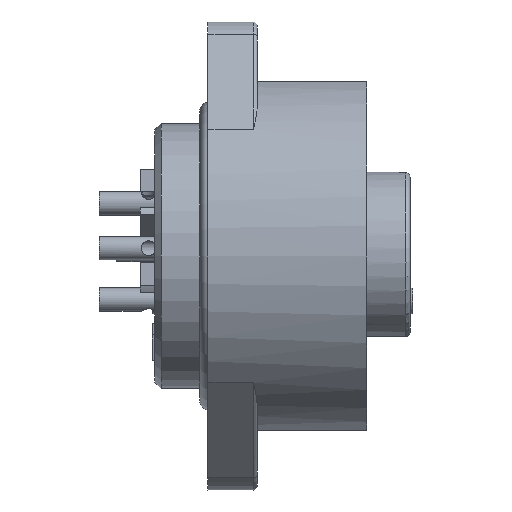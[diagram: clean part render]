
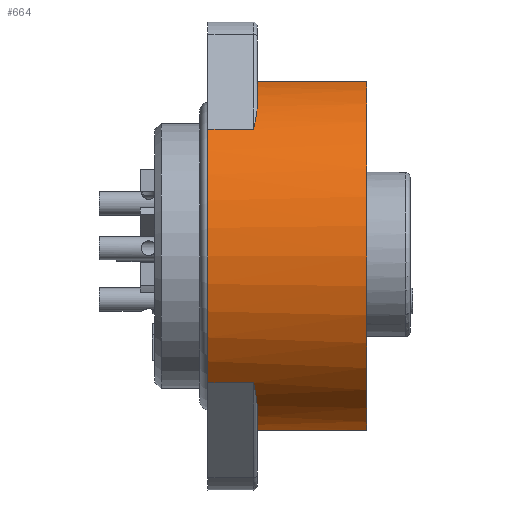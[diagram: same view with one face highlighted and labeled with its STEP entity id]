
A CAD part, front view. The second image highlights one B-rep face of the part: STEP entity #664.
In plain terms, the highlighted cylindrical face has radius 14.5 mm (diameter 29 mm), a partial arc.
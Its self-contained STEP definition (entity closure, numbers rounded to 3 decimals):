
#190=FACE_OUTER_BOUND('',#2321,.T.);
#435=B_SPLINE_CURVE_WITH_KNOTS('',3,(#8445,#8446,#8447,#8448,#8449,#8450,
#8451,#8452,#8453,#8454),.UNSPECIFIED.,.F.,.F.,(4,3,3,4),(0.,0.008,
0.798,1.),.UNSPECIFIED.);
#436=B_SPLINE_CURVE_WITH_KNOTS('',3,(#8466,#8467,#8468,#8469,#8470,#8471,
#8472,#8473,#8474,#8475),.UNSPECIFIED.,.F.,.F.,(4,3,3,4),(0.,0.202,
0.992,1.),.UNSPECIFIED.);
#562=CYLINDRICAL_SURFACE('',#6042,14.5);
#664=ADVANCED_FACE('',(#190),#562,.T.);
#1264=LINE('',#8443,#1624);
#1265=LINE('',#8458,#1625);
#1266=LINE('',#8462,#1626);
#1267=LINE('',#8477,#1627);
#1624=VECTOR('',#6759,1.);
#1625=VECTOR('',#6762,1.);
#1626=VECTOR('',#6765,1.);
#1627=VECTOR('',#6768,1.);
#2321=EDGE_LOOP('',(#2913,#2914,#2915,#2916,#2917,#2918,#2919,#2920,#2921,
#2922));
#2913=ORIENTED_EDGE('',*,*,#4979,.F.);
#2914=ORIENTED_EDGE('',*,*,#4980,.T.);
#2915=ORIENTED_EDGE('',*,*,#4981,.F.);
#2916=ORIENTED_EDGE('',*,*,#4982,.T.);
#2917=ORIENTED_EDGE('',*,*,#4983,.F.);
#2918=ORIENTED_EDGE('',*,*,#4984,.T.);
#2919=ORIENTED_EDGE('',*,*,#4985,.F.);
#2920=ORIENTED_EDGE('',*,*,#4986,.T.);
#2921=ORIENTED_EDGE('',*,*,#4987,.T.);
#2922=ORIENTED_EDGE('',*,*,#4912,.F.);
#4376=VERTEX_POINT('',#8300);
#4377=VERTEX_POINT('',#8301);
#4443=VERTEX_POINT('',#8444);
#4444=VERTEX_POINT('',#8455);
#4445=VERTEX_POINT('',#8457);
#4446=VERTEX_POINT('',#8459);
#4447=VERTEX_POINT('',#8461);
#4448=VERTEX_POINT('',#8463);
#4449=VERTEX_POINT('',#8465);
#4450=VERTEX_POINT('',#8476);
#4912=EDGE_CURVE('',#4376,#4377,#5677,.T.);
#4979=EDGE_CURVE('',#4443,#4376,#1264,.T.);
#4980=EDGE_CURVE('',#4443,#4444,#435,.T.);
#4981=EDGE_CURVE('',#4445,#4444,#5715,.T.);
#4982=EDGE_CURVE('',#4445,#4446,#1265,.T.);
#4983=EDGE_CURVE('',#4447,#4446,#5716,.T.);
#4984=EDGE_CURVE('',#4447,#4448,#1266,.T.);
#4985=EDGE_CURVE('',#4449,#4448,#5717,.T.);
#4986=EDGE_CURVE('',#4449,#4450,#436,.T.);
#4987=EDGE_CURVE('',#4450,#4377,#1267,.T.);
#5677=CIRCLE('',#5991,14.5);
#5715=CIRCLE('',#6039,14.5);
#5716=CIRCLE('',#6040,14.5);
#5717=CIRCLE('',#6041,14.5);
#5991=AXIS2_PLACEMENT_3D('',#8299,#6634,#6635);
#6039=AXIS2_PLACEMENT_3D('',#8456,#6760,#6761);
#6040=AXIS2_PLACEMENT_3D('',#8460,#6763,#6764);
#6041=AXIS2_PLACEMENT_3D('',#8464,#6766,#6767);
#6042=AXIS2_PLACEMENT_3D('',#8478,#6769,#6770);
#6634=DIRECTION('',(-1.,0.,0.));
#6635=DIRECTION('',(0.,-1.,0.));
#6759=DIRECTION('',(-1.,0.,0.));
#6760=DIRECTION('',(-1.,0.,0.));
#6761=DIRECTION('',(0.,0.71,0.705));
#6762=DIRECTION('',(1.,0.,0.));
#6763=DIRECTION('',(1.,0.,0.));
#6764=DIRECTION('',(0.,0.71,0.705));
#6765=DIRECTION('',(-1.,0.,0.));
#6766=DIRECTION('',(-1.,0.,0.));
#6767=DIRECTION('',(0.,0.71,0.705));
#6768=DIRECTION('',(-1.,0.,0.));
#6769=DIRECTION('',(1.,0.,0.));
#6770=DIRECTION('',(0.,0.,-1.));
#8299=CARTESIAN_POINT('',(4.3,0.,0.));
#8300=CARTESIAN_POINT('',(4.3,-10.216,-10.29));
#8301=CARTESIAN_POINT('',(4.3,-10.216,10.29));
#8443=CARTESIAN_POINT('',(4.3,-10.216,-10.29));
#8444=CARTESIAN_POINT('',(8.,-10.216,-10.29));
#8445=CARTESIAN_POINT('',(8.,-10.216,-10.29));
#8446=CARTESIAN_POINT('',(8.001,-10.21,-10.296));
#8447=CARTESIAN_POINT('',(8.002,-10.204,-10.302));
#8448=CARTESIAN_POINT('',(8.003,-10.199,-10.307));
#8449=CARTESIAN_POINT('',(8.115,-9.649,-10.851));
#8450=CARTESIAN_POINT('',(8.23,-9.053,-11.354));
#8451=CARTESIAN_POINT('',(8.279,-8.418,-11.806));
#8452=CARTESIAN_POINT('',(8.292,-8.255,-11.922));
#8453=CARTESIAN_POINT('',(8.3,-8.09,-12.035));
#8454=CARTESIAN_POINT('',(8.3,-7.922,-12.145));
#8455=CARTESIAN_POINT('',(8.3,-7.922,-12.145));
#8456=CARTESIAN_POINT('',(8.3,0.,0.));
#8457=CARTESIAN_POINT('',(8.3,-3.095,-14.166));
#8458=CARTESIAN_POINT('',(4.3,-3.095,-14.166));
#8459=CARTESIAN_POINT('',(17.2,-3.095,-14.166));
#8460=CARTESIAN_POINT('',(17.2,0.,0.));
#8461=CARTESIAN_POINT('',(17.2,-3.095,14.166));
#8462=CARTESIAN_POINT('',(4.3,-3.095,14.166));
#8463=CARTESIAN_POINT('',(8.3,-3.095,14.166));
#8464=CARTESIAN_POINT('',(8.3,0.,0.));
#8465=CARTESIAN_POINT('',(8.3,-7.922,12.145));
#8466=CARTESIAN_POINT('',(8.3,-7.922,12.145));
#8467=CARTESIAN_POINT('',(8.3,-8.09,12.035));
#8468=CARTESIAN_POINT('',(8.292,-8.255,11.922));
#8469=CARTESIAN_POINT('',(8.279,-8.418,11.806));
#8470=CARTESIAN_POINT('',(8.23,-9.053,11.354));
#8471=CARTESIAN_POINT('',(8.115,-9.649,10.851));
#8472=CARTESIAN_POINT('',(8.003,-10.199,10.307));
#8473=CARTESIAN_POINT('',(8.002,-10.204,10.302));
#8474=CARTESIAN_POINT('',(8.001,-10.21,10.296));
#8475=CARTESIAN_POINT('',(8.,-10.216,10.29));
#8476=CARTESIAN_POINT('',(8.,-10.216,10.29));
#8477=CARTESIAN_POINT('',(4.3,-10.216,10.29));
#8478=CARTESIAN_POINT('',(4.3,0.,0.));
